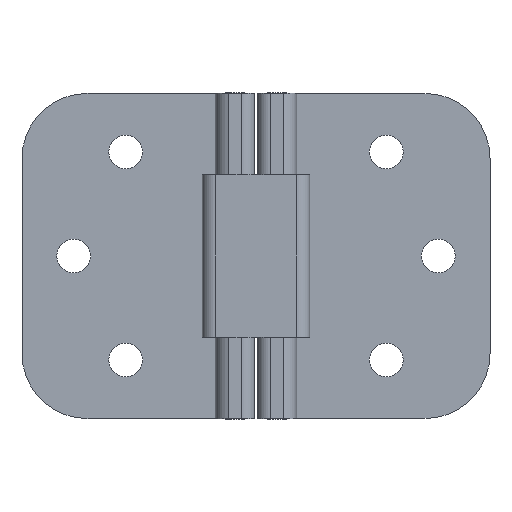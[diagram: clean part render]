
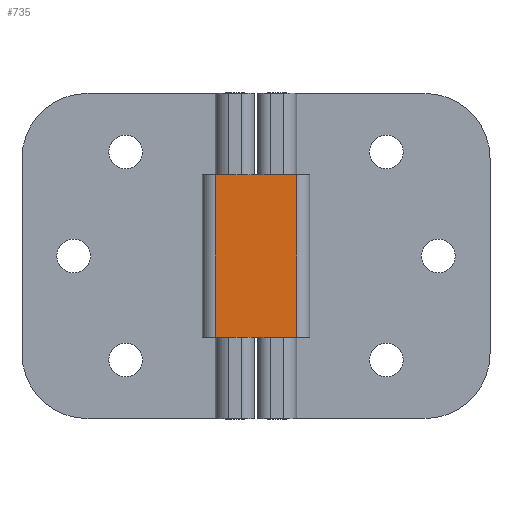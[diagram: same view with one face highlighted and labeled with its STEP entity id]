
A CAD part, front view. The second image highlights one B-rep face of the part: STEP entity #735.
In plain terms, the highlighted planar face has unit normal (0, -1, 0).
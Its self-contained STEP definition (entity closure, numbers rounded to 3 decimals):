
#512 = EDGE_CURVE ( 'NONE', #560, #631, #1554, .T. ) ;
#516 = ORIENTED_EDGE ( 'NONE', *, *, #630, .T. ) ;
#560 = VERTEX_POINT ( 'NONE', #1776 ) ;
#562 = EDGE_CURVE ( 'NONE', #560, #563, #1639, .T. ) ;
#563 = VERTEX_POINT ( 'NONE', #1633 ) ;
#628 = VERTEX_POINT ( 'NONE', #1715 ) ;
#630 = EDGE_CURVE ( 'NONE', #631, #628, #1714, .T. ) ;
#631 = VERTEX_POINT ( 'NONE', #1710 ) ;
#672 = EDGE_LOOP ( 'NONE', ( #516, #676, #766, #786 ) ) ;
#676 = ORIENTED_EDGE ( 'NONE', *, *, #744, .F. ) ;
#735 = ADVANCED_FACE ( 'NONE', ( #1875 ), #1803, .F. ) ;
#744 = EDGE_CURVE ( 'NONE', #563, #628, #1800, .T. ) ;
#766 = ORIENTED_EDGE ( 'NONE', *, *, #562, .F. ) ;
#786 = ORIENTED_EDGE ( 'NONE', *, *, #512, .T. ) ;
#1551 = DIRECTION ( 'NONE',  ( 0., 0., -1. ) ) ;
#1552 = VECTOR ( 'NONE', #1551, 1000. ) ;
#1553 = CARTESIAN_POINT ( 'NONE',  ( -6.25, -3., 12.5 ) ) ;
#1554 = LINE ( 'NONE', #1553, #1552 ) ;
#1633 = CARTESIAN_POINT ( 'NONE',  ( 6.25, -3., 12.5 ) ) ;
#1634 = VECTOR ( 'NONE', #1637, 1000. ) ;
#1637 = DIRECTION ( 'NONE',  ( 1., 0., 0. ) ) ;
#1638 = CARTESIAN_POINT ( 'NONE',  ( -6.25, -3., 12.5 ) ) ;
#1639 = LINE ( 'NONE', #1638, #1634 ) ;
#1710 = CARTESIAN_POINT ( 'NONE',  ( -6.25, -3., -12.5 ) ) ;
#1711 = DIRECTION ( 'NONE',  ( 1., 0., 0. ) ) ;
#1712 = VECTOR ( 'NONE', #1711, 1000. ) ;
#1713 = CARTESIAN_POINT ( 'NONE',  ( -6.25, -3., -12.5 ) ) ;
#1714 = LINE ( 'NONE', #1713, #1712 ) ;
#1715 = CARTESIAN_POINT ( 'NONE',  ( 6.25, -3., -12.5 ) ) ;
#1776 = CARTESIAN_POINT ( 'NONE',  ( -6.25, -3., 12.5 ) ) ;
#1798 = VECTOR ( 'NONE', #1855, 1000. ) ;
#1799 = CARTESIAN_POINT ( 'NONE',  ( 6.25, -3., 12.5 ) ) ;
#1800 = LINE ( 'NONE', #1799, #1798 ) ;
#1802 = AXIS2_PLACEMENT_3D ( 'NONE', #1810, #1809, #1808 ) ;
#1803 = PLANE ( 'NONE',  #1802 ) ;
#1808 = DIRECTION ( 'NONE',  ( 0., 0., 1. ) ) ;
#1809 = DIRECTION ( 'NONE',  ( 0., 1., 0. ) ) ;
#1810 = CARTESIAN_POINT ( 'NONE',  ( -6.25, -3., 12.5 ) ) ;
#1855 = DIRECTION ( 'NONE',  ( 0., 0., -1. ) ) ;
#1875 = FACE_OUTER_BOUND ( 'NONE', #672, .T. ) ;
